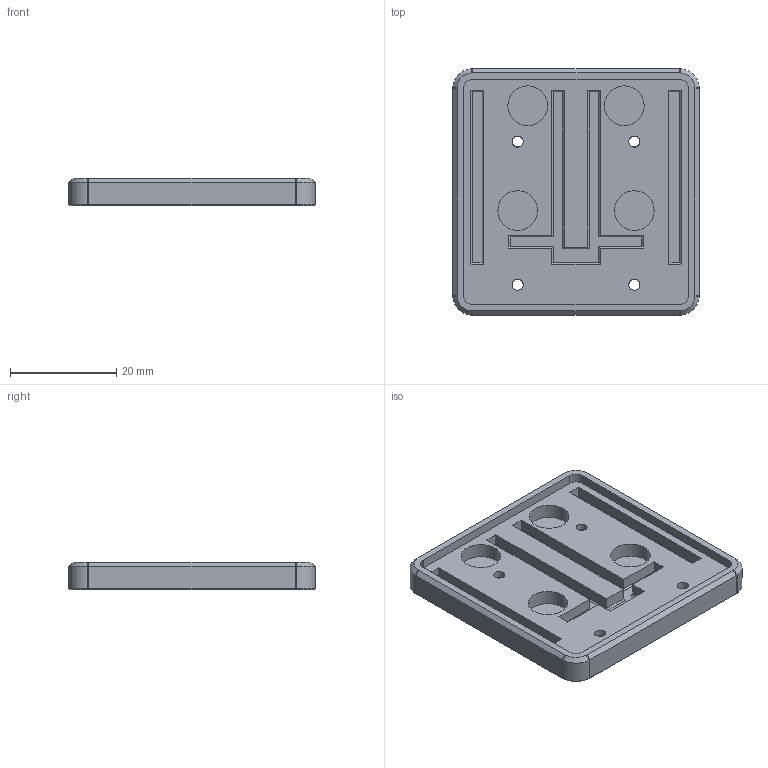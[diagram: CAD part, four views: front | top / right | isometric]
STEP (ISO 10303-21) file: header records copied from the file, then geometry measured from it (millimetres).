
FILE_DESCRIPTION(/* description */ ('KiCad electronic assembly'),/* implementation_level */ '2;1');
FILE_NAME(/* name */ 'c!n_tester_case v5.step',/* time_stamp */ '2025-11-04T21:38:37+03:00',/* author */ (''),/* organization */ (''),/* preprocessor_version */ 'ST-DEVELOPER v20.1',/* originating_system */ 'Autodesk Translation Framework v14.17.0.0',/* authorisation */ '');
FILE_SCHEMA (('AUTOMOTIVE_DESIGN { 1 0 10303 214 3 1 1 }'));
Length unit declared in the file: millimetre
Products named in the file (1): c!n_tester 1
Bounding box: 46.5 x 46.5 x 5.19 mm (x, y, z)
Volume: 6250.3 mm3; surface area: 6575.8 mm2
Topology: 1 solids, 1 shells, 218 faces, 516 edges, 312 vertices
Faces by surface type: plane 190, cylinder 20, cone 8
Full cylindrical faces by diameter (mm): 2.1 x4, 7.5 x4, 8.6 x4
Entity records: 6134 total; most frequent: CARTESIAN_POINT 1095, ORIENTED_EDGE 1032, DIRECTION 1006, EDGE_CURVE 516, LINE 432, VECTOR 432, VERTEX_POINT 312, AXIS2_PLACEMENT_3D 287
